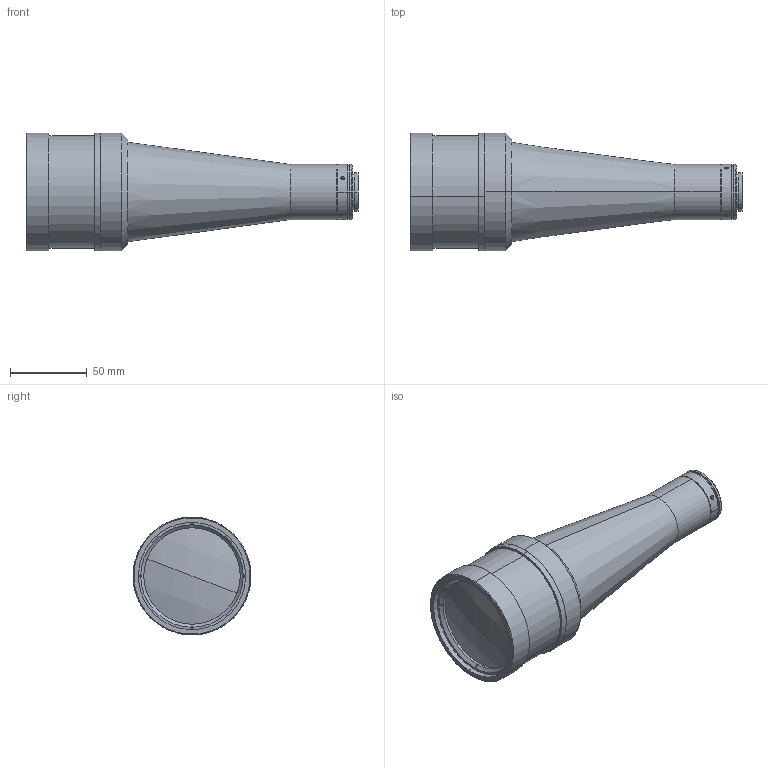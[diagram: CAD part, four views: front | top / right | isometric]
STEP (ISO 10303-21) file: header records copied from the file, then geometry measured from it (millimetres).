
FILE_DESCRIPTION (( 'STEP AP203' ), '1' );
FILE_NAME ('XF-5MDT024X150.STEP', '2015-07-30T02:42:20', ( 'Lxtx999.CoM' ), ( 'Lxtx999.CoM' ), 'SwSTEP 2.0', 'SolidWorks 2014', '' );
FILE_SCHEMA (( 'CONFIG_CONTROL_DESIGN' ));
Length unit declared in the file: millimetre
Products named in the file (1): XF-5MDT024X150
Bounding box: 216.94 x 77 x 77 mm (x, y, z)
Surface area: 51193.1 mm2 (no closed solid volume)
Topology: 0 solids, 11 shells, 91 faces, 234 edges, 159 vertices
Faces by surface type: cylinder 40, plane 37, cone 12, sphere 2
Entity records: 3075 total; most frequent: CARTESIAN_POINT 737, DIRECTION 520, ORIENTED_EDGE 394, EDGE_CURVE 234, AXIS2_PLACEMENT_3D 214, VERTEX_POINT 159, CIRCLE 122, EDGE_LOOP 109
